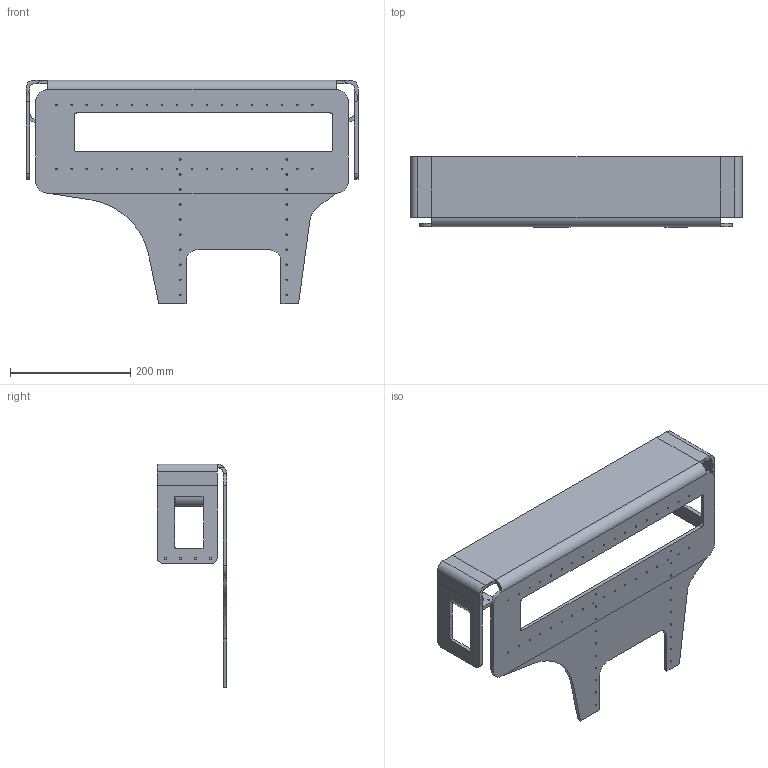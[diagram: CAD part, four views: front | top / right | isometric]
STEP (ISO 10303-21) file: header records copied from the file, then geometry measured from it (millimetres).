
FILE_DESCRIPTION(('FreeCAD Model'),'2;1');
FILE_NAME('Open CASCADE Shape Model','2024-04-14T21:20:24',(''),(''), 'Open CASCADE STEP processor 7.7','FreeCAD','Unknown');
FILE_SCHEMA(('AUTOMOTIVE_DESIGN { 1 0 10303 214 1 1 1 1 }'));
Length unit declared in the file: millimetre
Products named in the file (1): Body
Bounding box: 552 x 116 x 371.9 mm (x, y, z)
Volume: 1142872 mm3; surface area: 411873.6 mm2
Topology: 1 solids, 1 shells, 197 faces, 523 edges, 328 vertices
Faces by surface type: cylinder 105, plane 92
Full cylindrical faces by diameter (mm): 2.5 x56, 3.4 x12, 5.5 x2, 26 x1
Entity records: 6439 total; most frequent: DIRECTION 1139, CARTESIAN_POINT 1049, ORIENTED_EDGE 1046, EDGE_CURVE 523, AXIS2_PLACEMENT_3D 418, FACE_BOUND 345, EDGE_LOOP 345, VERTEX_POINT 328
